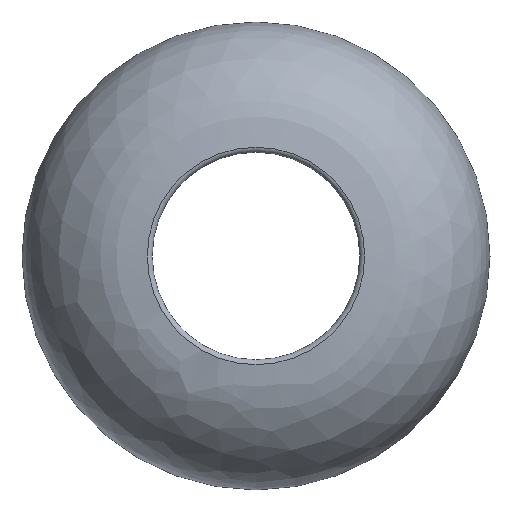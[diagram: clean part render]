
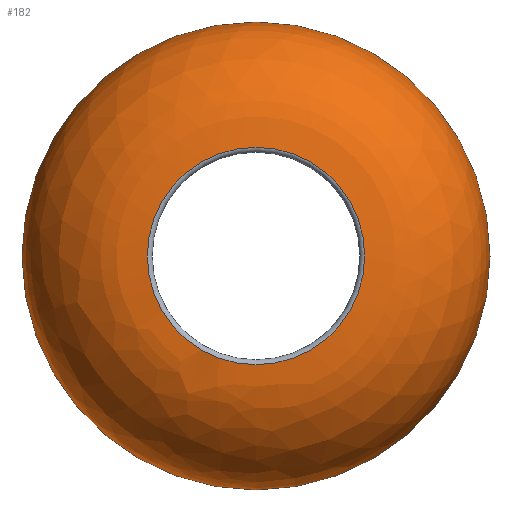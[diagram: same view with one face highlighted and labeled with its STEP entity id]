
A CAD part, front view. The second image highlights one B-rep face of the part: STEP entity #182.
In plain terms, the highlighted free-form (B-spline) face has degree [2, 2] with [3, 9] control points.
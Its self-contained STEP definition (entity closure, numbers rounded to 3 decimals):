
#16=(
BOUNDED_SURFACE()
B_SPLINE_SURFACE(2,2,((#1253,#1254,#1255,#1256,#1257,#1258,#1259,#1260,
#1261),(#1262,#1263,#1264,#1265,#1266,#1267,#1268,#1269,#1270),(#1271,#1272,
#1273,#1274,#1275,#1276,#1277,#1278,#1279)),.UNSPECIFIED.,.F.,.T.,.F.)
B_SPLINE_SURFACE_WITH_KNOTS((3,3),(3,2,2,2,3),(0.,1.548),
(-3.142,-1.571,0.,1.571,3.142),
 .UNSPECIFIED.)
GEOMETRIC_REPRESENTATION_ITEM()
RATIONAL_B_SPLINE_SURFACE(((1.,0.707,1.,0.707,1.,
0.707,1.,0.707,1.),(0.715,0.506,
0.715,0.506,0.715,0.506,
0.715,0.506,0.715),(1.,0.707,
1.,0.707,1.,0.707,1.,0.707,1.)))
REPRESENTATION_ITEM('')
SURFACE()
);
#48=FACE_OUTER_BOUND('',#62,.T.);
#62=EDGE_LOOP('',(#163,#164,#165,#166));
#75=CIRCLE('',#210,4.2);
#76=CIRCLE('',#211,1.951);
#77=CIRCLE('',#212,2.3);
#94=VERTEX_POINT('',#1250);
#95=VERTEX_POINT('',#1280);
#116=EDGE_CURVE('',#94,#94,#75,.T.);
#118=EDGE_CURVE('',#95,#95,#76,.T.);
#119=EDGE_CURVE('',#95,#94,#77,.T.);
#163=ORIENTED_EDGE('',*,*,#118,.F.);
#164=ORIENTED_EDGE('',*,*,#119,.T.);
#165=ORIENTED_EDGE('',*,*,#116,.T.);
#166=ORIENTED_EDGE('',*,*,#119,.F.);
#182=ADVANCED_FACE('',(#48),#16,.F.);
#210=AXIS2_PLACEMENT_3D('',#1251,#242,#243);
#211=AXIS2_PLACEMENT_3D('',#1281,#245,#246);
#212=AXIS2_PLACEMENT_3D('',#1282,#247,#248);
#242=DIRECTION('center_axis',(0.,-1.,0.));
#243=DIRECTION('ref_axis',(-1.,0.,0.));
#245=DIRECTION('center_axis',(0.,-1.,0.));
#246=DIRECTION('ref_axis',(-1.,0.,0.));
#247=DIRECTION('center_axis',(1.,0.,0.));
#248=DIRECTION('ref_axis',(0.,0.,-1.));
#1250=CARTESIAN_POINT('',(-0.118,-4.8,-44.309));
#1251=CARTESIAN_POINT('Origin',(-0.118,-4.8,-40.109));
#1253=CARTESIAN_POINT('Ctrl Pts',(-0.118,-4.8,-44.309));
#1254=CARTESIAN_POINT('Ctrl Pts',(4.082,-4.8,-44.309));
#1255=CARTESIAN_POINT('Ctrl Pts',(4.082,-4.8,-40.109));
#1256=CARTESIAN_POINT('Ctrl Pts',(4.082,-4.8,-35.909));
#1257=CARTESIAN_POINT('Ctrl Pts',(-0.118,-4.8,-35.909));
#1258=CARTESIAN_POINT('Ctrl Pts',(-4.318,-4.8,-35.909));
#1259=CARTESIAN_POINT('Ctrl Pts',(-4.318,-4.8,-40.109));
#1260=CARTESIAN_POINT('Ctrl Pts',(-4.318,-4.8,-44.309));
#1261=CARTESIAN_POINT('Ctrl Pts',(-0.118,-4.8,-44.309));
#1262=CARTESIAN_POINT('Ctrl Pts',(-0.118,-7.049,
-44.309));
#1263=CARTESIAN_POINT('Ctrl Pts',(4.082,-7.049,-44.309));
#1264=CARTESIAN_POINT('Ctrl Pts',(4.082,-7.049,-40.109));
#1265=CARTESIAN_POINT('Ctrl Pts',(4.082,-7.049,-35.909));
#1266=CARTESIAN_POINT('Ctrl Pts',(-0.118,-7.049,
-35.909));
#1267=CARTESIAN_POINT('Ctrl Pts',(-4.318,-7.049,-35.909));
#1268=CARTESIAN_POINT('Ctrl Pts',(-4.318,-7.049,-40.109));
#1269=CARTESIAN_POINT('Ctrl Pts',(-4.318,-7.049,-44.309));
#1270=CARTESIAN_POINT('Ctrl Pts',(-0.118,-7.049,
-44.309));
#1271=CARTESIAN_POINT('Ctrl Pts',(-0.118,-7.099,
-42.061));
#1272=CARTESIAN_POINT('Ctrl Pts',(1.833,-7.099,-42.061));
#1273=CARTESIAN_POINT('Ctrl Pts',(1.833,-7.099,-40.109));
#1274=CARTESIAN_POINT('Ctrl Pts',(1.833,-7.099,-38.158));
#1275=CARTESIAN_POINT('Ctrl Pts',(-0.118,-7.099,
-38.158));
#1276=CARTESIAN_POINT('Ctrl Pts',(-2.07,-7.099,-38.158));
#1277=CARTESIAN_POINT('Ctrl Pts',(-2.07,-7.099,-40.109));
#1278=CARTESIAN_POINT('Ctrl Pts',(-2.07,-7.099,-42.061));
#1279=CARTESIAN_POINT('Ctrl Pts',(-0.118,-7.099,
-42.061));
#1280=CARTESIAN_POINT('',(-0.118,-7.099,-42.061));
#1281=CARTESIAN_POINT('Origin',(-0.118,-7.099,-40.109));
#1282=CARTESIAN_POINT('Origin',(-0.118,-4.8,-42.009));
